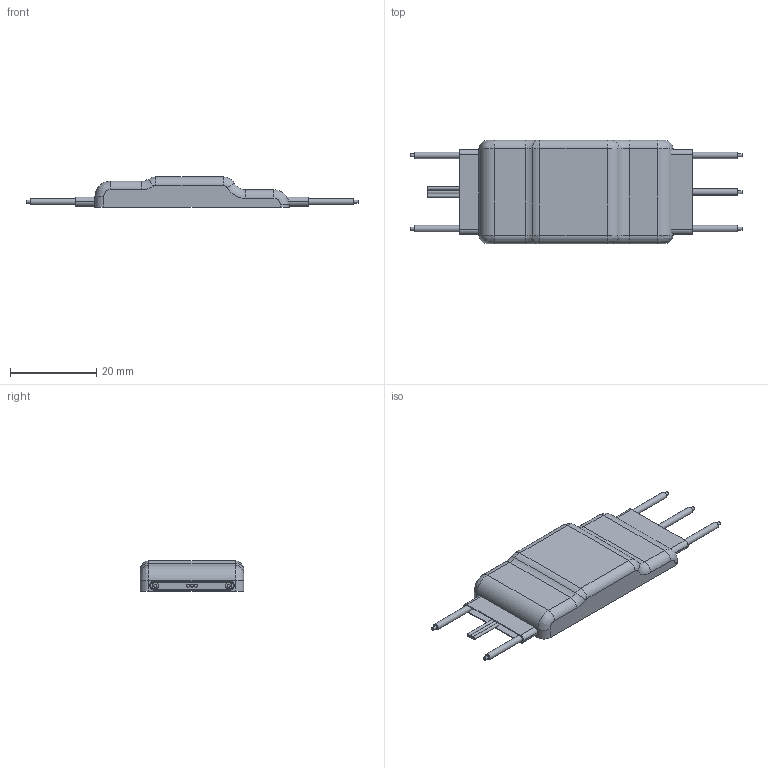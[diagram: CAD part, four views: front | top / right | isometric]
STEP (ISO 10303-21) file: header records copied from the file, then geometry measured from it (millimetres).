
FILE_DESCRIPTION(/* description */ (''),/* implementation_level */ '2;1');
FILE_NAME(/* name */ 'BLDC Speed Drive.step',/* time_stamp */ '2021-11-20T17:43:46+01:00',/* author */ (''),/* organization */ (''),/* preprocessor_version */ 'ST-DEVELOPER v18.1',/* originating_system */ 'Autodesk Translation Framework v10.10.0.1391',/* authorisation */ '');
FILE_SCHEMA (('AUTOMOTIVE_DESIGN { 1 0 10303 214 3 1 1 }'));
Length unit declared in the file: millimetre
Products named in the file (1): BLDC Speed Drive
Bounding box: 77 x 24 x 7 mm (x, y, z)
Volume: 6402.6 mm3; surface area: 4428.2 mm2
Topology: 16 solids, 16 shells, 111 faces, 217 edges, 138 vertices
Faces by surface type: plane 54, cylinder 45, bspline 8, torus 4
Full cylindrical faces by diameter (mm): 0.7 x8, 1.5 x5
Entity records: 2957 total; most frequent: DIRECTION 531, CARTESIAN_POINT 531, ORIENTED_EDGE 434, EDGE_CURVE 217, AXIS2_PLACEMENT_3D 210, VERTEX_POINT 138, EDGE_LOOP 115, FACE_OUTER_BOUND 111
